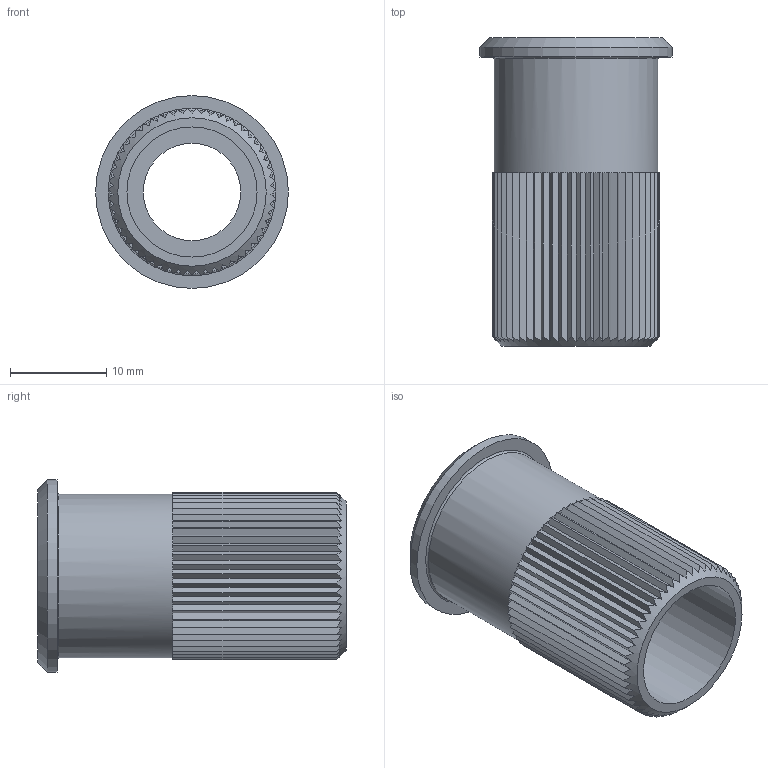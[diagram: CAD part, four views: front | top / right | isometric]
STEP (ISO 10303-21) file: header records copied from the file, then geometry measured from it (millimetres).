
FILE_DESCRIPTION(/* description */ ('STEP AP214'),/* implementation_level */ '2;1');
FILE_NAME(/* name */ '340ME201',/* time_stamp */ '2022-09-13T11:41:12+02:00',/* author */ ('License CC BY-ND 4.0'),/* organization */ ('CADENAS'),/* preprocessor_version */ 'ST-DEVELOPER v18.102',/* originating_system */ 'PARTsolutions',/* authorisation */ ' ');
FILE_SCHEMA (('AUTOMOTIVE_DESIGN {1 0 10303 214 3 1 1}'));
Length unit declared in the file: millimetre
Products named in the file (1): 340ME201
Bounding box: 20 x 32 x 20 mm (x, y, z)
Volume: 3993.5 mm3; surface area: 3671.5 mm2
Topology: 1 solids, 1 shells, 287 faces, 736 edges, 453 vertices
Faces by surface type: plane 279, cylinder 4, cone 3, torus 1
Full cylindrical faces by diameter (mm): 10.106 x1, 13.5 x1, 17 x1, 20 x1
Entity records: 10631 total; most frequent: CARTESIAN_POINT 1795, ORIENTED_EDGE 1452, DIRECTION 1368, EDGE_CURVE 726, AXIS2_PLACEMENT_3D 464, VERTEX_POINT 451, LINE 440, VECTOR 440
